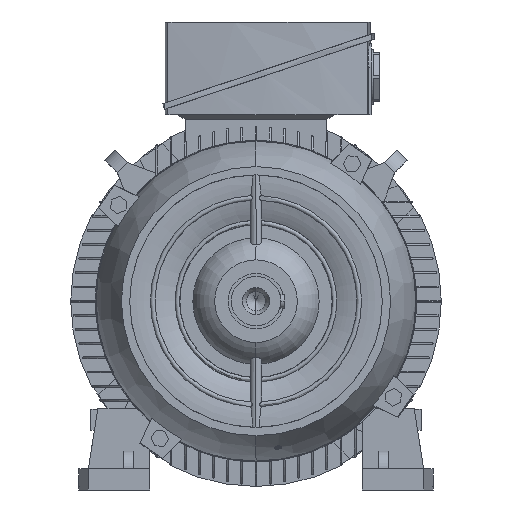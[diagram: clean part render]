
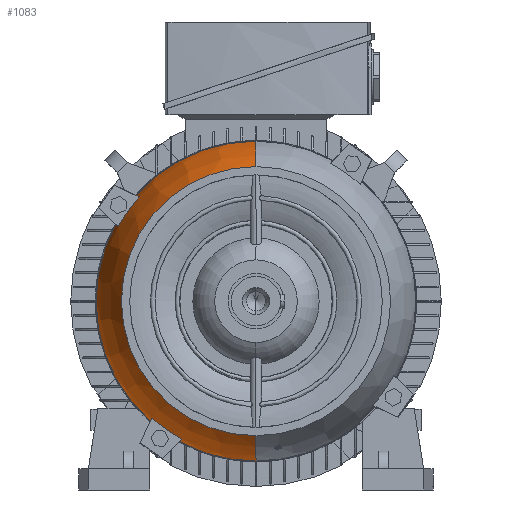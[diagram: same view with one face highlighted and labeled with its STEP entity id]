
A CAD part, left-side view. The second image highlights one B-rep face of the part: STEP entity #1083.
In plain terms, the highlighted toroidal (fillet/blend) face has major radius 42.252 mm and minor radius 180 mm.
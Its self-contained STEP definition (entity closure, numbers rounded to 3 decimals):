
#1083=ADVANCED_FACE('',(#3181),#3182,.T.);
#3181=FACE_OUTER_BOUND('',#6342,.T.);
#3182=TOROIDAL_SURFACE('',#6343,-42.252,180.0);
#6342=EDGE_LOOP('',(#9577,#9578,#9579,#9580,#9581,#9582,#9583,#9584,#9585,#9586,#9587,#9588,#9589,#9590));
#6343=AXIS2_PLACEMENT_3D('',#9591,#9592,#9593);
#9577=ORIENTED_EDGE('',*,*,#19580,.F.);
#9578=ORIENTED_EDGE('',*,*,#19581,.T.);
#9579=ORIENTED_EDGE('',*,*,#19582,.T.);
#9580=ORIENTED_EDGE('',*,*,#19583,.F.);
#9581=ORIENTED_EDGE('',*,*,#19584,.F.);
#9582=ORIENTED_EDGE('',*,*,#19585,.T.);
#9583=ORIENTED_EDGE('',*,*,#19586,.T.);
#9584=ORIENTED_EDGE('',*,*,#19587,.T.);
#9585=ORIENTED_EDGE('',*,*,#19548,.F.);
#9586=ORIENTED_EDGE('',*,*,#19588,.F.);
#9587=ORIENTED_EDGE('',*,*,#19589,.T.);
#9588=ORIENTED_EDGE('',*,*,#19590,.T.);
#9589=ORIENTED_EDGE('',*,*,#19591,.T.);
#9590=ORIENTED_EDGE('',*,*,#19592,.F.);
#9591=CARTESIAN_POINT('',(26.361,0.0,0.0));
#9592=DIRECTION('',(1.0,0.0,0.0));
#9593=DIRECTION('',(0.0,0.0,-1.0));
#19548=EDGE_CURVE('',#23568,#23571,#23572,.T.);
#19580=EDGE_CURVE('',#23620,#23621,#23622,.T.);
#19581=EDGE_CURVE('',#23620,#23623,#23624,.T.);
#19582=EDGE_CURVE('',#23623,#23625,#23626,.T.);
#19583=EDGE_CURVE('',#23627,#23625,#23628,.T.);
#19584=EDGE_CURVE('',#23629,#23627,#23630,.T.);
#19585=EDGE_CURVE('',#23629,#23631,#23632,.T.);
#19586=EDGE_CURVE('',#23631,#23633,#23634,.T.);
#19587=EDGE_CURVE('',#23633,#23571,#23635,.T.);
#19588=EDGE_CURVE('',#23636,#23568,#23637,.T.);
#19589=EDGE_CURVE('',#23636,#23638,#23639,.T.);
#19590=EDGE_CURVE('',#23638,#23640,#23641,.T.);
#19591=EDGE_CURVE('',#23640,#23642,#23643,.T.);
#19592=EDGE_CURVE('',#23621,#23642,#23644,.T.);
#23568=VERTEX_POINT('',#29790);
#23571=VERTEX_POINT('',#29794);
#23572=CIRCLE('',#29795,135.5);
#23620=VERTEX_POINT('',#30270);
#23621=VERTEX_POINT('',#30271);
#23622=CIRCLE('',#30272,180.0);
#23623=VERTEX_POINT('',#30273);
#23624=CIRCLE('',#30274,114.);
#23625=VERTEX_POINT('',#30275);
#23626=CIRCLE('',#30276,114.);
#23627=VERTEX_POINT('',#30277);
#23628=CIRCLE('',#30278,180.0);
#23629=VERTEX_POINT('',#30279);
#23630=CIRCLE('',#30280,135.5);
#23631=VERTEX_POINT('',#30281);
#23632=B_SPLINE_CURVE_WITH_KNOTS('',3,(#30282,#30283,#30284,#30285,#30286,#30287,#30288,#30289),.UNSPECIFIED.,.F.,.F.,(4,2,2,4),(669.265,675.429,681.593,687.757),.UNSPECIFIED.);
#23633=VERTEX_POINT('',#30290);
#23634=CIRCLE('',#30291,132.693);
#23635=B_SPLINE_CURVE_WITH_KNOTS('',3,(#30292,#30293,#30294,#30295,#30296,#30297,#30298,#30299),.UNSPECIFIED.,.F.,.F.,(4,2,2,4),(171.724,177.888,184.051,190.215),.UNSPECIFIED.);
#23636=VERTEX_POINT('',#30300);
#23637=CIRCLE('',#30301,135.5);
#23638=VERTEX_POINT('',#30302);
#23639=B_SPLINE_CURVE_WITH_KNOTS('',3,(#30303,#30304,#30305,#30306,#30307,#30308,#30309,#30310),.UNSPECIFIED.,.F.,.F.,(4,2,2,4),(669.265,675.429,681.593,687.757),.UNSPECIFIED.);
#23640=VERTEX_POINT('',#30311);
#23641=CIRCLE('',#30312,132.693);
#23642=VERTEX_POINT('',#30313);
#23643=B_SPLINE_CURVE_WITH_KNOTS('',3,(#30314,#30315,#30316,#30317,#30318,#30319,#30320,#30321),.UNSPECIFIED.,.F.,.F.,(4,2,2,4),(171.724,177.888,184.051,190.215),.UNSPECIFIED.);
#23644=CIRCLE('',#30322,135.5);
#29790=CARTESIAN_POINT('',(-2.0,135.5,0.));
#29794=CARTESIAN_POINT('',(-2.0,118.932,64.926));
#29795=AXIS2_PLACEMENT_3D('',#47230,#47231,#47232);
#30270=CARTESIAN_POINT('',(-63.,0.,-114.));
#30271=CARTESIAN_POINT('',(-2.0,0.,-135.5));
#30272=AXIS2_PLACEMENT_3D('',#47266,#47267,#47268);
#30273=CARTESIAN_POINT('',(-63.,114.,0.0));
#30274=AXIS2_PLACEMENT_3D('',#47269,#47270,#47271);
#30275=CARTESIAN_POINT('',(-63.,0.,114.));
#30276=AXIS2_PLACEMENT_3D('',#47272,#47273,#47274);
#30277=CARTESIAN_POINT('',(-2.0,0.,135.5));
#30278=AXIS2_PLACEMENT_3D('',#47275,#47276,#47277);
#30279=CARTESIAN_POINT('',(-2.0,101.687,89.554));
#30280=AXIS2_PLACEMENT_3D('',#47278,#47279,#47280);
#30281=CARTESIAN_POINT('',(-16.0,99.033,88.316));
#30282=CARTESIAN_POINT('',(0.251,102.013,89.706));
#30283=CARTESIAN_POINT('',(-1.971,101.705,89.562));
#30284=CARTESIAN_POINT('',(-4.187,101.358,89.4));
#30285=CARTESIAN_POINT('',(-8.579,100.59,89.042));
#30286=CARTESIAN_POINT('',(-10.755,100.169,88.846));
#30287=CARTESIAN_POINT('',(-15.041,99.263,88.424));
#30288=CARTESIAN_POINT('',(-17.151,98.778,88.197));
#30289=CARTESIAN_POINT('',(-19.216,98.266,87.959));
#30290=CARTESIAN_POINT('',(-16.0,116.862,62.855));
#30291=AXIS2_PLACEMENT_3D('',#47281,#47282,#47283);
#30292=CARTESIAN_POINT('',(-19.216,116.263,62.256));
#30293=CARTESIAN_POINT('',(-17.151,116.663,62.656));
#30294=CARTESIAN_POINT('',(-15.041,117.041,63.034));
#30295=CARTESIAN_POINT('',(-10.755,117.748,63.741));
#30296=CARTESIAN_POINT('',(-8.579,118.076,64.069));
#30297=CARTESIAN_POINT('',(-4.187,118.675,64.668));
#30298=CARTESIAN_POINT('',(-1.971,118.946,64.939));
#30299=CARTESIAN_POINT('',(0.251,119.186,65.179));
#30300=CARTESIAN_POINT('',(-2.0,89.554,-101.687));
#30301=AXIS2_PLACEMENT_3D('',#47284,#47285,#47286);
#30302=CARTESIAN_POINT('',(-16.0,88.316,-99.033));
#30303=CARTESIAN_POINT('',(0.251,89.706,-102.013));
#30304=CARTESIAN_POINT('',(-1.971,89.562,-101.705));
#30305=CARTESIAN_POINT('',(-4.187,89.4,-101.358));
#30306=CARTESIAN_POINT('',(-8.579,89.042,-100.59));
#30307=CARTESIAN_POINT('',(-10.755,88.846,-100.169));
#30308=CARTESIAN_POINT('',(-15.041,88.424,-99.263));
#30309=CARTESIAN_POINT('',(-17.151,88.197,-98.778));
#30310=CARTESIAN_POINT('',(-19.216,87.959,-98.266));
#30311=CARTESIAN_POINT('',(-16.0,62.855,-116.862));
#30312=AXIS2_PLACEMENT_3D('',#47287,#47288,#47289);
#30313=CARTESIAN_POINT('',(-2.0,64.926,-118.932));
#30314=CARTESIAN_POINT('',(-19.216,62.256,-116.263));
#30315=CARTESIAN_POINT('',(-17.151,62.656,-116.663));
#30316=CARTESIAN_POINT('',(-15.041,63.034,-117.041));
#30317=CARTESIAN_POINT('',(-10.755,63.741,-117.748));
#30318=CARTESIAN_POINT('',(-8.579,64.069,-118.076));
#30319=CARTESIAN_POINT('',(-4.187,64.668,-118.675));
#30320=CARTESIAN_POINT('',(-1.971,64.939,-118.946));
#30321=CARTESIAN_POINT('',(0.251,65.179,-119.186));
#30322=AXIS2_PLACEMENT_3D('',#47290,#47291,#47292);
#47230=CARTESIAN_POINT('',(-2.0,0.0,0.0));
#47231=DIRECTION('',(1.0,0.0,0.0));
#47232=DIRECTION('',(0.0,1.0,0.0));
#47266=CARTESIAN_POINT('',(26.361,0.,42.252));
#47267=DIRECTION('',(0.0,-1.0,0.));
#47268=DIRECTION('',(0.0,0.,-1.0));
#47269=CARTESIAN_POINT('',(-63.,0.0,0.0));
#47270=DIRECTION('',(1.0,0.0,0.0));
#47271=DIRECTION('',(0.0,1.0,0.0));
#47272=CARTESIAN_POINT('',(-63.,0.0,0.0));
#47273=DIRECTION('',(1.0,0.0,0.0));
#47274=DIRECTION('',(0.0,1.0,0.0));
#47275=CARTESIAN_POINT('',(26.361,0.,-42.252));
#47276=DIRECTION('',(0.0,-1.0,0.));
#47277=DIRECTION('',(0.0,0.,1.0));
#47278=CARTESIAN_POINT('',(-2.0,0.0,0.0));
#47279=DIRECTION('',(1.0,0.0,0.0));
#47280=DIRECTION('',(0.0,1.0,0.0));
#47281=CARTESIAN_POINT('',(-16.0,0.0,0.0));
#47282=DIRECTION('',(-1.0,0.0,0.0));
#47283=DIRECTION('',(0.0,-0.0,1.0));
#47284=CARTESIAN_POINT('',(-2.0,0.0,0.0));
#47285=DIRECTION('',(1.0,0.0,0.0));
#47286=DIRECTION('',(0.0,1.0,0.0));
#47287=CARTESIAN_POINT('',(-16.0,0.0,0.0));
#47288=DIRECTION('',(-1.0,0.0,0.0));
#47289=DIRECTION('',(0.0,-0.0,1.0));
#47290=CARTESIAN_POINT('',(-2.0,0.0,0.0));
#47291=DIRECTION('',(1.0,0.0,0.0));
#47292=DIRECTION('',(0.0,1.0,0.0));
